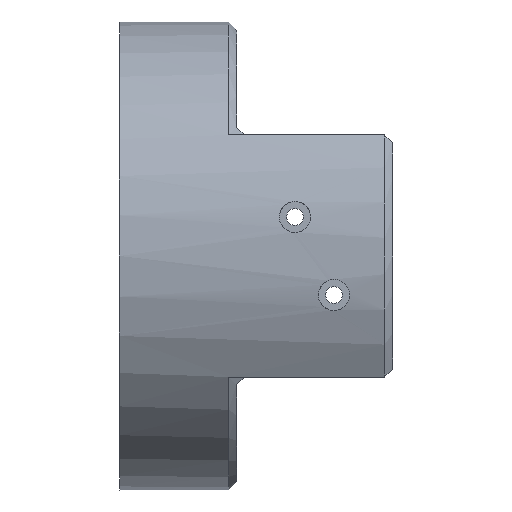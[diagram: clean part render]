
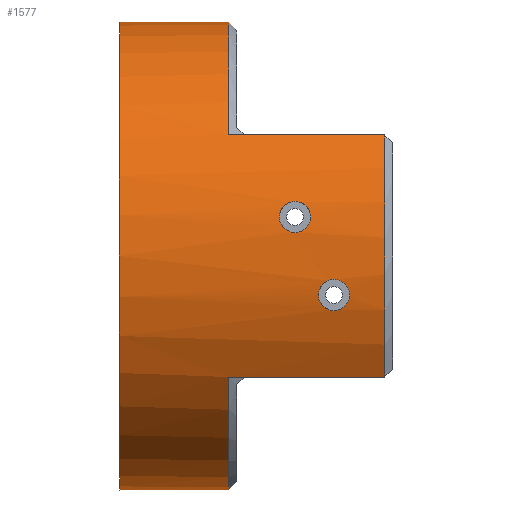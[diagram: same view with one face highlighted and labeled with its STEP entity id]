
A CAD part, left-side view. The second image highlights one B-rep face of the part: STEP entity #1577.
In plain terms, the highlighted cylindrical face has radius 60 mm (diameter 120 mm), a full revolution.
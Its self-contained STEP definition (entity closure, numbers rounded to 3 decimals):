
#23=B_SPLINE_CURVE_WITH_KNOTS('',3,(#2573,#2574,#2575,#2576,#2577,#2578,
#2579,#2580,#2581,#2582,#2583,#2584,#2585,#2586,#2587,#2588,#2589,#2590,
#2591,#2592,#2593,#2594,#2595,#2596,#2597,#2598),.UNSPECIFIED.,.F.,.F.,
(4,2,2,2,2,2,2,2,2,2,2,2,4),(0.,0.151,0.301,0.453,
0.606,0.759,0.913,1.064,1.214,
1.365,1.516,1.669,1.823),
 .UNSPECIFIED.);
#24=B_SPLINE_CURVE_WITH_KNOTS('',3,(#2599,#2600,#2601,#2602,#2603,#2604,
#2605,#2606,#2607,#2608),.UNSPECIFIED.,.F.,.F.,(4,2,2,2,4),(1.823,
1.975,2.128,2.278,2.429),
 .UNSPECIFIED.);
#25=B_SPLINE_CURVE_WITH_KNOTS('',3,(#2620,#2621,#2622,#2623,#2624,#2625,
#2626,#2627,#2628,#2629,#2630,#2631,#2632,#2633,#2634,#2635,#2636,#2637,
#2638,#2639,#2640,#2641,#2642,#2643,#2644,#2645),.UNSPECIFIED.,.F.,.F.,
(4,2,2,2,2,2,2,2,2,2,2,2,4),(0.,0.151,0.301,0.455,
0.609,0.761,0.913,1.064,
1.214,1.365,1.515,1.668,1.82),
 .UNSPECIFIED.);
#26=B_SPLINE_CURVE_WITH_KNOTS('',3,(#2646,#2647,#2648,#2649,#2650,#2651,
#2652,#2653,#2654,#2655),.UNSPECIFIED.,.F.,.F.,(4,2,2,2,4),(1.82,
1.974,2.127,2.278,2.429),
 .UNSPECIFIED.);
#61=FACE_BOUND('',#325,.T.);
#62=FACE_BOUND('',#326,.T.);
#203=FACE_OUTER_BOUND('',#324,.T.);
#324=EDGE_LOOP('',(#1448,#1449,#1450,#1451,#1452,#1453,#1454,#1455));
#325=EDGE_LOOP('',(#1456,#1457));
#326=EDGE_LOOP('',(#1458,#1459));
#443=LINE('',#2522,#584);
#466=LINE('',#2721,#607);
#467=LINE('',#2723,#608);
#584=VECTOR('',#2044,10.);
#607=VECTOR('',#2193,10.);
#608=VECTOR('',#2196,60.);
#634=CIRCLE('',#1663,60.);
#648=CIRCLE('',#1690,60.);
#649=CIRCLE('',#1691,60.);
#650=CIRCLE('',#1694,60.);
#759=VERTEX_POINT('',#2437);
#783=VERTEX_POINT('',#2517);
#784=VERTEX_POINT('',#2521);
#786=VERTEX_POINT('',#2527);
#787=VERTEX_POINT('',#2531);
#788=VERTEX_POINT('',#2535);
#796=VERTEX_POINT('',#2571);
#797=VERTEX_POINT('',#2572);
#800=VERTEX_POINT('',#2618);
#801=VERTEX_POINT('',#2619);
#931=EDGE_CURVE('',#759,#759,#634,.T.);
#972=EDGE_CURVE('',#783,#784,#443,.T.);
#976=EDGE_CURVE('',#786,#787,#648,.T.);
#977=EDGE_CURVE('',#787,#783,#649,.T.);
#980=EDGE_CURVE('',#784,#788,#650,.T.);
#991=EDGE_CURVE('',#796,#797,#23,.T.);
#992=EDGE_CURVE('',#797,#796,#24,.T.);
#997=EDGE_CURVE('',#800,#801,#25,.T.);
#998=EDGE_CURVE('',#801,#800,#26,.T.);
#1028=EDGE_CURVE('',#786,#788,#466,.T.);
#1029=EDGE_CURVE('',#759,#787,#467,.T.);
#1448=ORIENTED_EDGE('',*,*,#931,.F.);
#1449=ORIENTED_EDGE('',*,*,#1029,.T.);
#1450=ORIENTED_EDGE('',*,*,#976,.F.);
#1451=ORIENTED_EDGE('',*,*,#1028,.T.);
#1452=ORIENTED_EDGE('',*,*,#980,.F.);
#1453=ORIENTED_EDGE('',*,*,#972,.F.);
#1454=ORIENTED_EDGE('',*,*,#977,.F.);
#1455=ORIENTED_EDGE('',*,*,#1029,.F.);
#1456=ORIENTED_EDGE('',*,*,#991,.T.);
#1457=ORIENTED_EDGE('',*,*,#992,.T.);
#1458=ORIENTED_EDGE('',*,*,#997,.T.);
#1459=ORIENTED_EDGE('',*,*,#998,.T.);
#1490=CYLINDRICAL_SURFACE('',#1751,60.);
#1577=ADVANCED_FACE('',(#203,#61,#62),#1490,.T.);
#1663=AXIS2_PLACEMENT_3D('',#2438,#1969,#1970);
#1690=AXIS2_PLACEMENT_3D('',#2532,#2050,#2051);
#1691=AXIS2_PLACEMENT_3D('',#2533,#2052,#2053);
#1694=AXIS2_PLACEMENT_3D('',#2542,#2059,#2060);
#1751=AXIS2_PLACEMENT_3D('',#2722,#2194,#2195);
#1969=DIRECTION('center_axis',(0.,1.,0.));
#1970=DIRECTION('ref_axis',(-1.,0.,0.));
#2044=DIRECTION('',(0.,-1.,0.));
#2050=DIRECTION('center_axis',(0.,-1.,0.));
#2051=DIRECTION('ref_axis',(1.,0.,0.));
#2052=DIRECTION('center_axis',(0.,-1.,0.));
#2053=DIRECTION('ref_axis',(1.,0.,0.));
#2059=DIRECTION('center_axis',(0.,-1.,0.));
#2060=DIRECTION('ref_axis',(-1.,0.,0.));
#2193=DIRECTION('',(0.,-1.,0.));
#2194=DIRECTION('center_axis',(0.,1.,0.));
#2195=DIRECTION('ref_axis',(-1.,0.,0.));
#2196=DIRECTION('',(0.,-1.,0.));
#2437=CARTESIAN_POINT('',(60.,30.,0.));
#2438=CARTESIAN_POINT('Origin',(0.,30.,0.));
#2517=CARTESIAN_POINT('',(-51.35,2.,31.035));
#2521=CARTESIAN_POINT('',(-51.35,-38.,31.035));
#2522=CARTESIAN_POINT('',(-51.35,0.,31.035));
#2527=CARTESIAN_POINT('',(-51.35,2.,-31.035));
#2531=CARTESIAN_POINT('',(60.,2.,0.));
#2532=CARTESIAN_POINT('Origin',(0.,2.,0.));
#2533=CARTESIAN_POINT('Origin',(0.,2.,0.));
#2535=CARTESIAN_POINT('',(-51.35,-38.,-31.035));
#2542=CARTESIAN_POINT('Origin',(0.,-38.,0.));
#2571=CARTESIAN_POINT('',(-59.699,-15.,6.));
#2572=CARTESIAN_POINT('',(-59.161,-19.,10.));
#2573=CARTESIAN_POINT('Ctrl Pts',(-59.699,-15.,6.));
#2574=CARTESIAN_POINT('Ctrl Pts',(-59.699,-14.498,6.));
#2575=CARTESIAN_POINT('Ctrl Pts',(-59.689,-13.963,6.1));
#2576=CARTESIAN_POINT('Ctrl Pts',(-59.646,-12.979,6.507));
#2577=CARTESIAN_POINT('Ctrl Pts',(-59.613,-12.53,6.814));
#2578=CARTESIAN_POINT('Ctrl Pts',(-59.527,-11.818,7.524));
#2579=CARTESIAN_POINT('Ctrl Pts',(-59.47,-11.509,7.976));
#2580=CARTESIAN_POINT('Ctrl Pts',(-59.329,-11.1,8.964));
#2581=CARTESIAN_POINT('Ctrl Pts',(-59.245,-11.,9.499));
#2582=CARTESIAN_POINT('Ctrl Pts',(-59.075,-11.,10.505));
#2583=CARTESIAN_POINT('Ctrl Pts',(-58.977,-11.101,11.043));
#2584=CARTESIAN_POINT('Ctrl Pts',(-58.783,-11.513,12.032));
#2585=CARTESIAN_POINT('Ctrl Pts',(-58.688,-11.823,12.483));
#2586=CARTESIAN_POINT('Ctrl Pts',(-58.534,-12.535,13.189));
#2587=CARTESIAN_POINT('Ctrl Pts',(-58.463,-12.982,13.494));
#2588=CARTESIAN_POINT('Ctrl Pts',(-58.368,-13.963,13.9));
#2589=CARTESIAN_POINT('Ctrl Pts',(-58.344,-14.498,14.));
#2590=CARTESIAN_POINT('Ctrl Pts',(-58.344,-15.502,14.));
#2591=CARTESIAN_POINT('Ctrl Pts',(-58.368,-16.037,13.9));
#2592=CARTESIAN_POINT('Ctrl Pts',(-58.463,-17.018,13.494));
#2593=CARTESIAN_POINT('Ctrl Pts',(-58.534,-17.465,13.189));
#2594=CARTESIAN_POINT('Ctrl Pts',(-58.688,-18.177,12.483));
#2595=CARTESIAN_POINT('Ctrl Pts',(-58.783,-18.487,12.032));
#2596=CARTESIAN_POINT('Ctrl Pts',(-58.977,-18.899,11.043));
#2597=CARTESIAN_POINT('Ctrl Pts',(-59.075,-19.,10.505));
#2598=CARTESIAN_POINT('Ctrl Pts',(-59.161,-19.,10.));
#2599=CARTESIAN_POINT('Ctrl Pts',(-59.161,-19.,10.));
#2600=CARTESIAN_POINT('Ctrl Pts',(-59.245,-19.,9.499));
#2601=CARTESIAN_POINT('Ctrl Pts',(-59.329,-18.9,8.964));
#2602=CARTESIAN_POINT('Ctrl Pts',(-59.47,-18.491,7.976));
#2603=CARTESIAN_POINT('Ctrl Pts',(-59.527,-18.182,7.524));
#2604=CARTESIAN_POINT('Ctrl Pts',(-59.613,-17.47,6.814));
#2605=CARTESIAN_POINT('Ctrl Pts',(-59.646,-17.021,6.507));
#2606=CARTESIAN_POINT('Ctrl Pts',(-59.689,-16.037,6.1));
#2607=CARTESIAN_POINT('Ctrl Pts',(-59.699,-15.502,6.));
#2608=CARTESIAN_POINT('Ctrl Pts',(-59.699,-15.,6.));
#2618=CARTESIAN_POINT('',(-58.344,-25.,-14.));
#2619=CARTESIAN_POINT('',(-59.161,-29.,-10.));
#2620=CARTESIAN_POINT('Ctrl Pts',(-58.344,-25.,-14.));
#2621=CARTESIAN_POINT('Ctrl Pts',(-58.344,-24.498,-14.));
#2622=CARTESIAN_POINT('Ctrl Pts',(-58.368,-23.963,-13.9));
#2623=CARTESIAN_POINT('Ctrl Pts',(-58.463,-22.982,-13.494));
#2624=CARTESIAN_POINT('Ctrl Pts',(-58.534,-22.535,-13.189));
#2625=CARTESIAN_POINT('Ctrl Pts',(-58.688,-21.823,-12.483));
#2626=CARTESIAN_POINT('Ctrl Pts',(-58.783,-21.513,-12.032));
#2627=CARTESIAN_POINT('Ctrl Pts',(-58.977,-21.101,-11.043));
#2628=CARTESIAN_POINT('Ctrl Pts',(-59.075,-21.,-10.505));
#2629=CARTESIAN_POINT('Ctrl Pts',(-59.245,-21.,-9.499));
#2630=CARTESIAN_POINT('Ctrl Pts',(-59.329,-21.1,-8.964));
#2631=CARTESIAN_POINT('Ctrl Pts',(-59.47,-21.509,-7.976));
#2632=CARTESIAN_POINT('Ctrl Pts',(-59.527,-21.818,-7.524));
#2633=CARTESIAN_POINT('Ctrl Pts',(-59.613,-22.53,-6.814));
#2634=CARTESIAN_POINT('Ctrl Pts',(-59.646,-22.979,-6.507));
#2635=CARTESIAN_POINT('Ctrl Pts',(-59.689,-23.963,-6.1));
#2636=CARTESIAN_POINT('Ctrl Pts',(-59.699,-24.498,-6.));
#2637=CARTESIAN_POINT('Ctrl Pts',(-59.699,-25.502,-6.));
#2638=CARTESIAN_POINT('Ctrl Pts',(-59.689,-26.037,-6.1));
#2639=CARTESIAN_POINT('Ctrl Pts',(-59.646,-27.021,-6.507));
#2640=CARTESIAN_POINT('Ctrl Pts',(-59.613,-27.47,-6.814));
#2641=CARTESIAN_POINT('Ctrl Pts',(-59.527,-28.182,-7.524));
#2642=CARTESIAN_POINT('Ctrl Pts',(-59.47,-28.491,-7.976));
#2643=CARTESIAN_POINT('Ctrl Pts',(-59.329,-28.9,-8.964));
#2644=CARTESIAN_POINT('Ctrl Pts',(-59.245,-29.,-9.499));
#2645=CARTESIAN_POINT('Ctrl Pts',(-59.161,-29.,-10.));
#2646=CARTESIAN_POINT('Ctrl Pts',(-59.161,-29.,-10.));
#2647=CARTESIAN_POINT('Ctrl Pts',(-59.075,-29.,-10.505));
#2648=CARTESIAN_POINT('Ctrl Pts',(-58.977,-28.899,-11.043));
#2649=CARTESIAN_POINT('Ctrl Pts',(-58.783,-28.487,-12.032));
#2650=CARTESIAN_POINT('Ctrl Pts',(-58.688,-28.177,-12.483));
#2651=CARTESIAN_POINT('Ctrl Pts',(-58.534,-27.465,-13.189));
#2652=CARTESIAN_POINT('Ctrl Pts',(-58.463,-27.018,-13.494));
#2653=CARTESIAN_POINT('Ctrl Pts',(-58.368,-26.037,-13.9));
#2654=CARTESIAN_POINT('Ctrl Pts',(-58.344,-25.502,-14.));
#2655=CARTESIAN_POINT('Ctrl Pts',(-58.344,-25.,-14.));
#2721=CARTESIAN_POINT('',(-51.35,0.,-31.035));
#2722=CARTESIAN_POINT('Origin',(0.,0.,0.));
#2723=CARTESIAN_POINT('',(60.,0.,0.));
